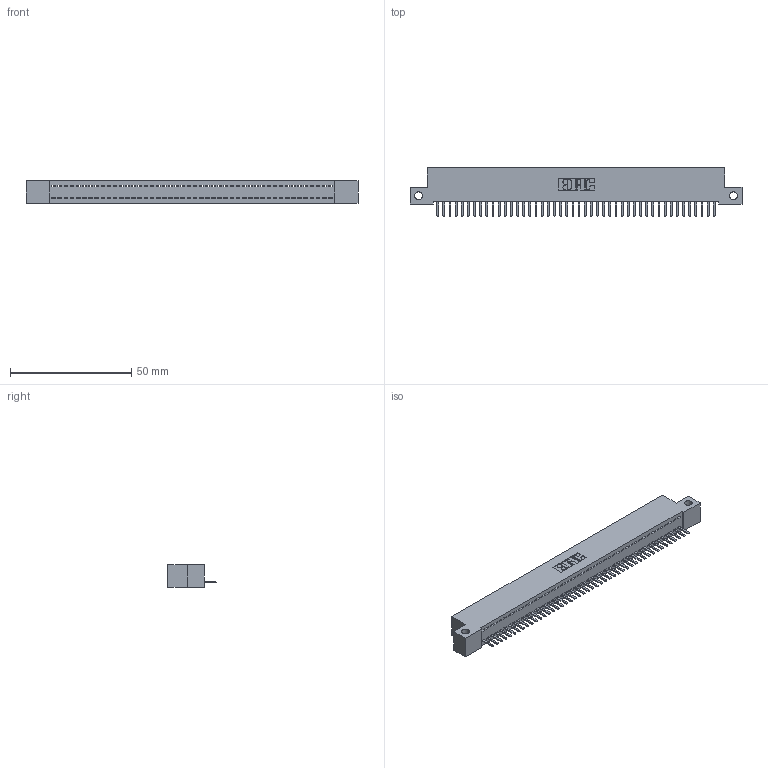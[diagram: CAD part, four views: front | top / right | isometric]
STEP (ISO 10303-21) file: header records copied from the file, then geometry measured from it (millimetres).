
FILE_DESCRIPTION (( 'STEP AP203' ), '1' );
FILE_NAME ('342-046-520-112.STEP', '2018-08-12T15:48:08', ( '' ), ( '' ), 'SwSTEP 2.0', 'SolidWorks 2016', '' );
FILE_SCHEMA (( 'CONFIG_CONTROL_DESIGN' ));
Length unit declared in the file: inch
Products named in the file (3): 342 Part_Side Mount; 345-292-001_345-293-120; 342-046-520-112
Assembly tree (47 placements, depth 2):
  342-046-520-112
    342 Part_Side Mount
    345-292-001_345-293-120  x46
Bounding box: 137.16 x 20.02 x 9.4 mm (x, y, z)
Volume: 11834.7 mm3; surface area: 16867.1 mm2
Topology: 47 solids, 47 shells, 2962 faces, 8763 edges, 5718 vertices
Faces by surface type: plane 2090, cylinder 872
Entity records: 27589 total; most frequent: CARTESIAN_POINT 4776, ORIENTED_EDGE 4746, DIRECTION 4009, EDGE_CURVE 2373, LINE 2241, VECTOR 2241, VERTEX_POINT 1578, AXIS2_PLACEMENT_3D 884
